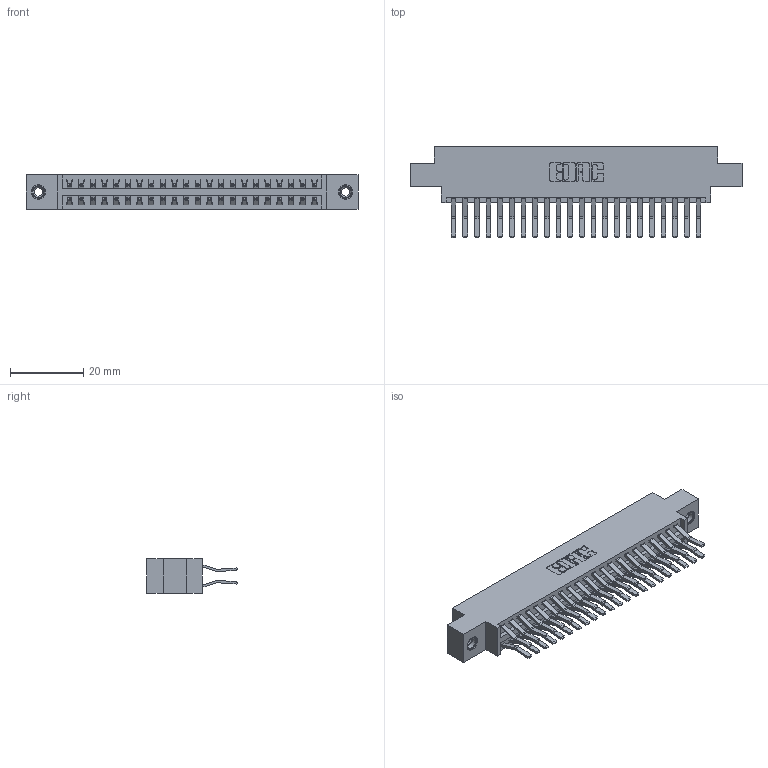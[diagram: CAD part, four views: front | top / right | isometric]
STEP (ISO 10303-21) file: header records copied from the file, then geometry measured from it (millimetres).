
FILE_DESCRIPTION (( 'STEP AP203' ), '1' );
FILE_NAME ('346-044-560-808.STEP', '2022-05-20T08:40:57', ( '' ), ( '' ), 'SwSTEP 2.0', 'SolidWorks 2020', '' );
FILE_SCHEMA (( 'CONFIG_CONTROL_DESIGN' ));
Length unit declared in the file: inch
Products named in the file (4): 345-292-001_560 Tail; 346-044-560-808; 346 Part_0.170 Offset - 0.156 Dia-TI; 345-250-001_345-250-003-102
Assembly tree (47 placements, depth 2):
  346-044-560-808
    346 Part_0.170 Offset - 0.156 Dia-TI
    345-292-001_560 Tail  x44
    345-250-001_345-250-003-102  x2
Bounding box: 90.42 x 24.78 x 9.4 mm (x, y, z)
Volume: 8789.4 mm3; surface area: 12736.4 mm2
Topology: 47 solids, 47 shells, 2562 faces, 7561 edges, 4974 vertices
Faces by surface type: plane 1652, cylinder 894, cone 12, torus 4
Entity records: 18456 total; most frequent: CARTESIAN_POINT 3055, ORIENTED_EDGE 2982, DIRECTION 2773, EDGE_CURVE 1491, LINE 1247, VECTOR 1247, VERTEX_POINT 988, AXIS2_PLACEMENT_3D 763
